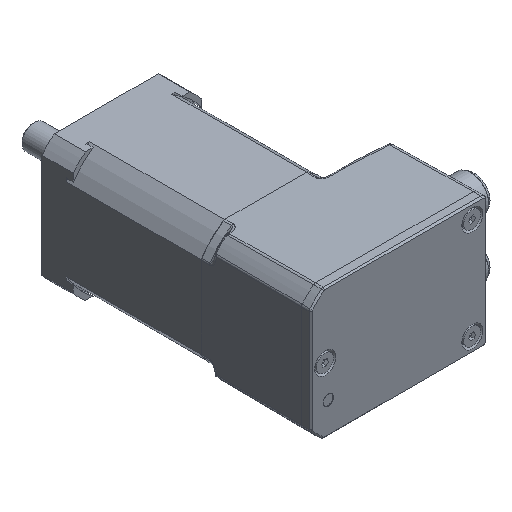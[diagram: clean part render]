
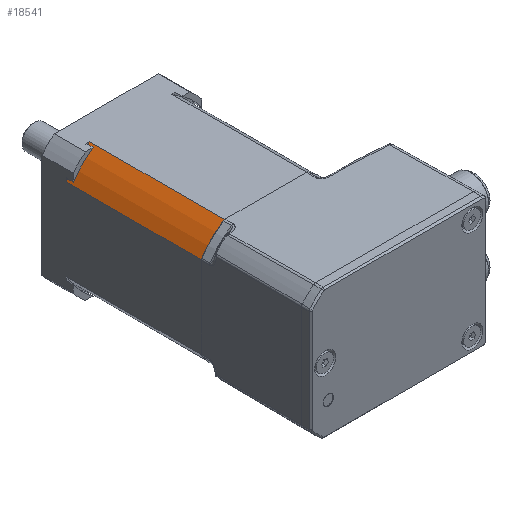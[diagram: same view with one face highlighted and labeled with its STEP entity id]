
A CAD part, isometric view. The second image highlights one B-rep face of the part: STEP entity #18541.
In plain terms, the highlighted cylindrical face has radius 24.92 mm (diameter 49.84 mm), a partial arc.
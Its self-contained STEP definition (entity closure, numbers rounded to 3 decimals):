
#7763 = PLANE('',#7764);
#7764 = AXIS2_PLACEMENT_3D('',#7765,#7766,#7767);
#7765 = CARTESIAN_POINT('',(-21.,0.,-13.417));
#7766 = DIRECTION('',(-1.,0.,0.));
#7767 = DIRECTION('',(0.,0.,1.));
#8250 = PLANE('',#8251);
#8251 = AXIS2_PLACEMENT_3D('',#8252,#8253,#8254);
#8252 = CARTESIAN_POINT('',(-13.417,0.,21.));
#8253 = DIRECTION('',(0.,0.,1.));
#8254 = DIRECTION('',(1.,0.,0.));
#9258 = PLANE('',#9259);
#9259 = AXIS2_PLACEMENT_3D('',#9260,#9261,#9262);
#9260 = CARTESIAN_POINT('',(0.,44.,56.241));
#9261 = DIRECTION('',(0.,-1.,0.));
#9262 = DIRECTION('',(-1.,0.,0.));
#9274 = VERTEX_POINT('',#9275);
#9275 = CARTESIAN_POINT('',(-21.,44.,13.417));
#9296 = EDGE_CURVE('',#9274,#9297,#9299,.T.);
#9297 = VERTEX_POINT('',#9298);
#9298 = CARTESIAN_POINT('',(-13.417,44.,21.));
#9299 = SURFACE_CURVE('',#9300,(#9305,#9316),.PCURVE_S1.);
#9300 = CIRCLE('',#9301,24.92);
#9301 = AXIS2_PLACEMENT_3D('',#9302,#9303,#9304);
#9302 = CARTESIAN_POINT('',(0.,44.,0.));
#9303 = DIRECTION('',(0.,1.,0.));
#9304 = DIRECTION('',(0.,-0.,1.));
#9305 = PCURVE('',#9258,#9306);
#9306 = DEFINITIONAL_REPRESENTATION('',(#9307),#9315);
#9307 = ( BOUNDED_CURVE() B_SPLINE_CURVE(2,(#9308,#9309,#9310,#9311,
#9312,#9313,#9314),.UNSPECIFIED.,.T.,.F.) B_SPLINE_CURVE_WITH_KNOTS((1,2
    ,2,2,2,1),(-2.094,0.,2.094,4.189,
6.283,8.378),.UNSPECIFIED.) CURVE() 
GEOMETRIC_REPRESENTATION_ITEM() RATIONAL_B_SPLINE_CURVE((1.,0.5,1.,0.5,
1.,0.5,1.)) REPRESENTATION_ITEM('') );
#9308 = CARTESIAN_POINT('',(0.,31.321));
#9309 = CARTESIAN_POINT('',(-43.163,31.321));
#9310 = CARTESIAN_POINT('',(-21.581,68.701));
#9311 = CARTESIAN_POINT('',(0.,106.081));
#9312 = CARTESIAN_POINT('',(21.581,68.701));
#9313 = CARTESIAN_POINT('',(43.163,31.321));
#9314 = CARTESIAN_POINT('',(0.,31.321));
#9315 = ( GEOMETRIC_REPRESENTATION_CONTEXT(2) 
PARAMETRIC_REPRESENTATION_CONTEXT() REPRESENTATION_CONTEXT('2D SPACE',''
  ) );
#9316 = PCURVE('',#9317,#9322);
#9317 = CYLINDRICAL_SURFACE('',#9318,24.92);
#9318 = AXIS2_PLACEMENT_3D('',#9319,#9320,#9321);
#9319 = CARTESIAN_POINT('',(0.,0.,0.));
#9320 = DIRECTION('',(0.,1.,0.));
#9321 = DIRECTION('',(0.,-0.,1.));
#9322 = DEFINITIONAL_REPRESENTATION('',(#9323),#9327);
#9323 = LINE('',#9324,#9325);
#9324 = CARTESIAN_POINT('',(0.,44.));
#9325 = VECTOR('',#9326,1.);
#9326 = DIRECTION('',(1.,0.));
#9327 = ( GEOMETRIC_REPRESENTATION_CONTEXT(2) 
PARAMETRIC_REPRESENTATION_CONTEXT() REPRESENTATION_CONTEXT('2D SPACE',''
  ) );
#18378 = EDGE_CURVE('',#18379,#9297,#18381,.T.);
#18379 = VERTEX_POINT('',#18380);
#18380 = CARTESIAN_POINT('',(-13.417,0.,21.));
#18381 = SURFACE_CURVE('',#18382,(#18386,#18393),.PCURVE_S1.);
#18382 = LINE('',#18383,#18384);
#18383 = CARTESIAN_POINT('',(-13.417,0.,21.));
#18384 = VECTOR('',#18385,1.);
#18385 = DIRECTION('',(0.,1.,0.));
#18386 = PCURVE('',#8250,#18387);
#18387 = DEFINITIONAL_REPRESENTATION('',(#18388),#18392);
#18388 = LINE('',#18389,#18390);
#18389 = CARTESIAN_POINT('',(0.,0.));
#18390 = VECTOR('',#18391,1.);
#18391 = DIRECTION('',(0.,1.));
#18392 = ( GEOMETRIC_REPRESENTATION_CONTEXT(2) 
PARAMETRIC_REPRESENTATION_CONTEXT() REPRESENTATION_CONTEXT('2D SPACE',''
  ) );
#18393 = PCURVE('',#9317,#18394);
#18394 = DEFINITIONAL_REPRESENTATION('',(#18395),#18399);
#18395 = LINE('',#18396,#18397);
#18396 = CARTESIAN_POINT('',(5.715,0.));
#18397 = VECTOR('',#18398,1.);
#18398 = DIRECTION('',(0.,1.));
#18399 = ( GEOMETRIC_REPRESENTATION_CONTEXT(2) 
PARAMETRIC_REPRESENTATION_CONTEXT() REPRESENTATION_CONTEXT('2D SPACE',''
  ) );
#18417 = PLANE('',#18418);
#18418 = AXIS2_PLACEMENT_3D('',#18419,#18420,#18421);
#18419 = CARTESIAN_POINT('',(0.,0.,0.));
#18420 = DIRECTION('',(0.,1.,0.));
#18421 = DIRECTION('',(0.,-0.,1.));
#18459 = EDGE_CURVE('',#18460,#18379,#18462,.T.);
#18460 = VERTEX_POINT('',#18461);
#18461 = CARTESIAN_POINT('',(-13.44,0.,20.985));
#18462 = SURFACE_CURVE('',#18463,(#18468,#18475),.PCURVE_S1.);
#18463 = CIRCLE('',#18464,24.92);
#18464 = AXIS2_PLACEMENT_3D('',#18465,#18466,#18467);
#18465 = CARTESIAN_POINT('',(0.,0.,0.));
#18466 = DIRECTION('',(0.,1.,0.));
#18467 = DIRECTION('',(0.,-0.,1.));
#18468 = PCURVE('',#18417,#18469);
#18469 = DEFINITIONAL_REPRESENTATION('',(#18470),#18474);
#18470 = CIRCLE('',#18471,24.92);
#18471 = AXIS2_PLACEMENT_2D('',#18472,#18473);
#18472 = CARTESIAN_POINT('',(0.,0.));
#18473 = DIRECTION('',(1.,0.));
#18474 = ( GEOMETRIC_REPRESENTATION_CONTEXT(2) 
PARAMETRIC_REPRESENTATION_CONTEXT() REPRESENTATION_CONTEXT('2D SPACE',''
  ) );
#18475 = PCURVE('',#9317,#18476);
#18476 = DEFINITIONAL_REPRESENTATION('',(#18477),#18481);
#18477 = LINE('',#18478,#18479);
#18478 = CARTESIAN_POINT('',(0.,0.));
#18479 = VECTOR('',#18480,1.);
#18480 = DIRECTION('',(1.,0.));
#18481 = ( GEOMETRIC_REPRESENTATION_CONTEXT(2) 
PARAMETRIC_REPRESENTATION_CONTEXT() REPRESENTATION_CONTEXT('2D SPACE',''
  ) );
#18541 = ADVANCED_FACE('',(#18542),#9317,.T.);
#18542 = FACE_BOUND('',#18543,.T.);
#18543 = EDGE_LOOP('',(#18544,#18545,#18568,#18597,#18628,#18629));
#18544 = ORIENTED_EDGE('',*,*,#9296,.F.);
#18545 = ORIENTED_EDGE('',*,*,#18546,.F.);
#18546 = EDGE_CURVE('',#18547,#9274,#18549,.T.);
#18547 = VERTEX_POINT('',#18548);
#18548 = CARTESIAN_POINT('',(-21.,0.,13.417));
#18549 = SURFACE_CURVE('',#18550,(#18554,#18561),.PCURVE_S1.);
#18550 = LINE('',#18551,#18552);
#18551 = CARTESIAN_POINT('',(-21.,0.,13.417));
#18552 = VECTOR('',#18553,1.);
#18553 = DIRECTION('',(0.,1.,0.));
#18554 = PCURVE('',#9317,#18555);
#18555 = DEFINITIONAL_REPRESENTATION('',(#18556),#18560);
#18556 = LINE('',#18557,#18558);
#18557 = CARTESIAN_POINT('',(5.281,0.));
#18558 = VECTOR('',#18559,1.);
#18559 = DIRECTION('',(0.,1.));
#18560 = ( GEOMETRIC_REPRESENTATION_CONTEXT(2) 
PARAMETRIC_REPRESENTATION_CONTEXT() REPRESENTATION_CONTEXT('2D SPACE',''
  ) );
#18561 = PCURVE('',#7763,#18562);
#18562 = DEFINITIONAL_REPRESENTATION('',(#18563),#18567);
#18563 = LINE('',#18564,#18565);
#18564 = CARTESIAN_POINT('',(26.833,0.));
#18565 = VECTOR('',#18566,1.);
#18566 = DIRECTION('',(0.,1.));
#18567 = ( GEOMETRIC_REPRESENTATION_CONTEXT(2) 
PARAMETRIC_REPRESENTATION_CONTEXT() REPRESENTATION_CONTEXT('2D SPACE',''
  ) );
#18568 = ORIENTED_EDGE('',*,*,#18569,.T.);
#18569 = EDGE_CURVE('',#18547,#18570,#18572,.T.);
#18570 = VERTEX_POINT('',#18571);
#18571 = CARTESIAN_POINT('',(-20.985,0.,13.44));
#18572 = SURFACE_CURVE('',#18573,(#18578,#18585),.PCURVE_S1.);
#18573 = CIRCLE('',#18574,24.92);
#18574 = AXIS2_PLACEMENT_3D('',#18575,#18576,#18577);
#18575 = CARTESIAN_POINT('',(0.,0.,0.));
#18576 = DIRECTION('',(0.,1.,0.));
#18577 = DIRECTION('',(0.,-0.,1.));
#18578 = PCURVE('',#9317,#18579);
#18579 = DEFINITIONAL_REPRESENTATION('',(#18580),#18584);
#18580 = LINE('',#18581,#18582);
#18581 = CARTESIAN_POINT('',(0.,0.));
#18582 = VECTOR('',#18583,1.);
#18583 = DIRECTION('',(1.,0.));
#18584 = ( GEOMETRIC_REPRESENTATION_CONTEXT(2) 
PARAMETRIC_REPRESENTATION_CONTEXT() REPRESENTATION_CONTEXT('2D SPACE',''
  ) );
#18585 = PCURVE('',#18586,#18591);
#18586 = PLANE('',#18587);
#18587 = AXIS2_PLACEMENT_3D('',#18588,#18589,#18590);
#18588 = CARTESIAN_POINT('',(0.,0.,0.));
#18589 = DIRECTION('',(0.,1.,0.));
#18590 = DIRECTION('',(0.,-0.,1.));
#18591 = DEFINITIONAL_REPRESENTATION('',(#18592),#18596);
#18592 = CIRCLE('',#18593,24.92);
#18593 = AXIS2_PLACEMENT_2D('',#18594,#18595);
#18594 = CARTESIAN_POINT('',(0.,0.));
#18595 = DIRECTION('',(1.,0.));
#18596 = ( GEOMETRIC_REPRESENTATION_CONTEXT(2) 
PARAMETRIC_REPRESENTATION_CONTEXT() REPRESENTATION_CONTEXT('2D SPACE',''
  ) );
#18597 = ORIENTED_EDGE('',*,*,#18598,.T.);
#18598 = EDGE_CURVE('',#18570,#18460,#18599,.T.);
#18599 = SURFACE_CURVE('',#18600,(#18605,#18612),.PCURVE_S1.);
#18600 = CIRCLE('',#18601,24.92);
#18601 = AXIS2_PLACEMENT_3D('',#18602,#18603,#18604);
#18602 = CARTESIAN_POINT('',(0.,0.,0.));
#18603 = DIRECTION('',(0.,1.,0.));
#18604 = DIRECTION('',(0.,-0.,1.));
#18605 = PCURVE('',#9317,#18606);
#18606 = DEFINITIONAL_REPRESENTATION('',(#18607),#18611);
#18607 = LINE('',#18608,#18609);
#18608 = CARTESIAN_POINT('',(0.,0.));
#18609 = VECTOR('',#18610,1.);
#18610 = DIRECTION('',(1.,0.));
#18611 = ( GEOMETRIC_REPRESENTATION_CONTEXT(2) 
PARAMETRIC_REPRESENTATION_CONTEXT() REPRESENTATION_CONTEXT('2D SPACE',''
  ) );
#18612 = PCURVE('',#18613,#18618);
#18613 = PLANE('',#18614);
#18614 = AXIS2_PLACEMENT_3D('',#18615,#18616,#18617);
#18615 = CARTESIAN_POINT('',(0.,0.,0.));
#18616 = DIRECTION('',(0.,-1.,0.));
#18617 = DIRECTION('',(-1.,0.,0.));
#18618 = DEFINITIONAL_REPRESENTATION('',(#18619),#18627);
#18619 = ( BOUNDED_CURVE() B_SPLINE_CURVE(2,(#18620,#18621,#18622,#18623
    ,#18624,#18625,#18626),.UNSPECIFIED.,.T.,.F.) 
B_SPLINE_CURVE_WITH_KNOTS((1,2,2,2,2,1),(-2.094,0.,
    2.094,4.189,6.283,8.378),
.UNSPECIFIED.) CURVE() GEOMETRIC_REPRESENTATION_ITEM() 
RATIONAL_B_SPLINE_CURVE((1.,0.5,1.,0.5,1.,0.5,1.)) REPRESENTATION_ITEM(
  '') );
#18620 = CARTESIAN_POINT('',(0.,-24.92));
#18621 = CARTESIAN_POINT('',(-43.163,-24.92));
#18622 = CARTESIAN_POINT('',(-21.581,12.46));
#18623 = CARTESIAN_POINT('',(0.,49.84));
#18624 = CARTESIAN_POINT('',(21.581,12.46));
#18625 = CARTESIAN_POINT('',(43.163,-24.92));
#18626 = CARTESIAN_POINT('',(0.,-24.92));
#18627 = ( GEOMETRIC_REPRESENTATION_CONTEXT(2) 
PARAMETRIC_REPRESENTATION_CONTEXT() REPRESENTATION_CONTEXT('2D SPACE',''
  ) );
#18628 = ORIENTED_EDGE('',*,*,#18459,.T.);
#18629 = ORIENTED_EDGE('',*,*,#18378,.T.);
